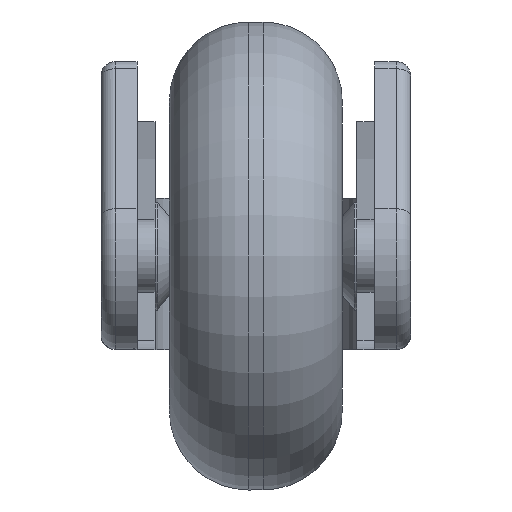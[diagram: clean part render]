
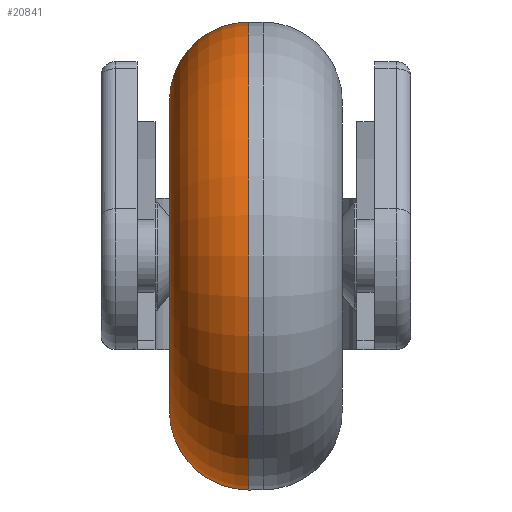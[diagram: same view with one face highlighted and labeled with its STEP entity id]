
A CAD part, front view. The second image highlights one B-rep face of the part: STEP entity #20841.
In plain terms, the highlighted toroidal (fillet/blend) face has major radius 21.5 mm and minor radius 11 mm.
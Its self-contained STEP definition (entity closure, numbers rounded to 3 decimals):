
#101=TOROIDAL_SURFACE('',#21891,21.5,11.);
#703=CIRCLE('',#21892,21.5);
#704=CIRCLE('',#21893,11.);
#705=CIRCLE('',#21894,32.5);
#706=CIRCLE('',#21895,32.5);
#2203=FACE_OUTER_BOUND('',#3471,.T.);
#3471=EDGE_LOOP('',(#17291,#17292,#17293,#17294,#17295));
#9519=VERTEX_POINT('',#38537);
#9520=VERTEX_POINT('',#38539);
#9521=VERTEX_POINT('',#38541);
#12223=EDGE_CURVE('',#9519,#9519,#703,.T.);
#12224=EDGE_CURVE('',#9519,#9520,#704,.T.);
#12225=EDGE_CURVE('',#9520,#9521,#705,.T.);
#12226=EDGE_CURVE('',#9521,#9520,#706,.T.);
#17291=ORIENTED_EDGE('',*,*,#12223,.T.);
#17292=ORIENTED_EDGE('',*,*,#12224,.T.);
#17293=ORIENTED_EDGE('',*,*,#12225,.T.);
#17294=ORIENTED_EDGE('',*,*,#12226,.T.);
#17295=ORIENTED_EDGE('',*,*,#12224,.F.);
#20841=ADVANCED_FACE('',(#2203),#101,.T.);
#21891=AXIS2_PLACEMENT_3D('',#38536,#24853,#24854);
#21892=AXIS2_PLACEMENT_3D('',#38538,#24855,#24856);
#21893=AXIS2_PLACEMENT_3D('',#38540,#24857,#24858);
#21894=AXIS2_PLACEMENT_3D('',#38542,#24859,#24860);
#21895=AXIS2_PLACEMENT_3D('',#38543,#24861,#24862);
#24853=DIRECTION('center_axis',(-1.,0.,0.));
#24854=DIRECTION('ref_axis',(0.,0.,1.));
#24855=DIRECTION('center_axis',(1.,0.,0.));
#24856=DIRECTION('ref_axis',(0.,1.,0.));
#24857=DIRECTION('center_axis',(0.,-1.,0.));
#24858=DIRECTION('ref_axis',(0.,0.,-1.));
#24859=DIRECTION('center_axis',(-1.,0.,0.));
#24860=DIRECTION('ref_axis',(0.,1.,0.));
#24861=DIRECTION('center_axis',(-1.,0.,0.));
#24862=DIRECTION('ref_axis',(0.,1.,0.));
#38536=CARTESIAN_POINT('Origin',(-1.,-135.,-8.));
#38537=CARTESIAN_POINT('',(-12.,-135.,-29.5));
#38538=CARTESIAN_POINT('Origin',(-12.,-135.,-8.));
#38539=CARTESIAN_POINT('',(-1.,-135.,-40.5));
#38540=CARTESIAN_POINT('Origin',(-1.,-135.,-29.5));
#38541=CARTESIAN_POINT('',(-1.,-167.5,-8.));
#38542=CARTESIAN_POINT('Origin',(-1.,-135.,-8.));
#38543=CARTESIAN_POINT('Origin',(-1.,-135.,-8.));
